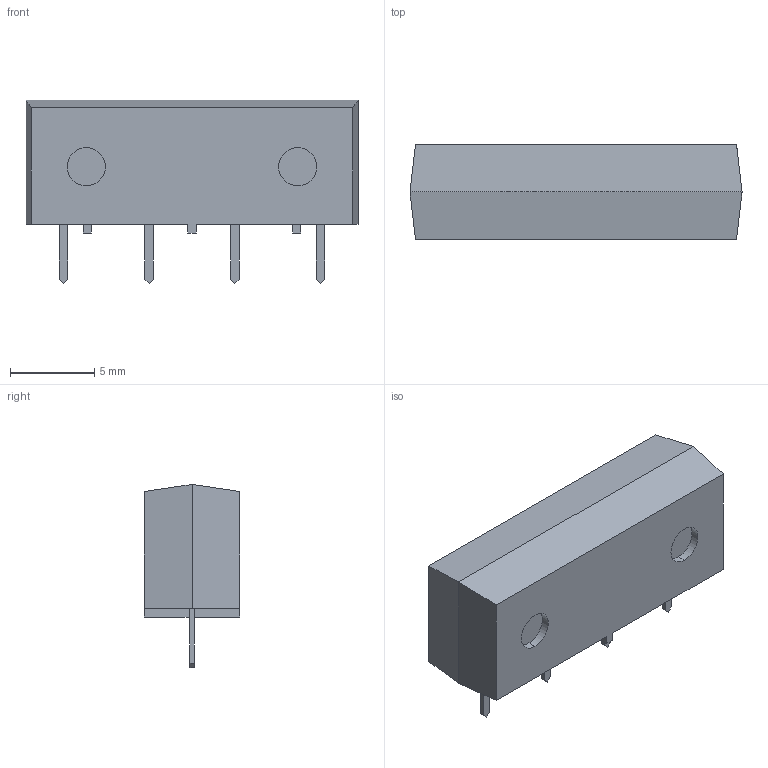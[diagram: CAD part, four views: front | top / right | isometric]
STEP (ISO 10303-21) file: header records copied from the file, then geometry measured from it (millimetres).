
FILE_DESCRIPTION (( 'STEP AP214' ), '1' );
FILE_NAME ('RELAY-TH_HE3621A.step', '2022-07-09T13:20:34', ( '' ), ( '' ), 'SwSTEP 2.0', 'SolidWorks 2020', '' );
FILE_SCHEMA (( 'AUTOMOTIVE_DESIGN' ));
Length unit declared in the file: millimetre
Products named in the file (1): RELAY-TH_HE3621A
Bounding box: 19.7 x 5.66 x 10.87 mm (x, y, z)
Volume: 781.3 mm3; surface area: 607.9 mm2
Topology: 1 solids, 1 shells, 339 faces, 910 edges, 606 vertices
Faces by surface type: plane 220, bspline 112, cylinder 7
Entity records: 15457 total; most frequent: CARTESIAN_POINT 3966, ORIENTED_EDGE 1820, DIRECTION 1150, EDGE_CURVE 910, LINE 666, VECTOR 666, VERTEX_POINT 606, EDGE_LOOP 372
